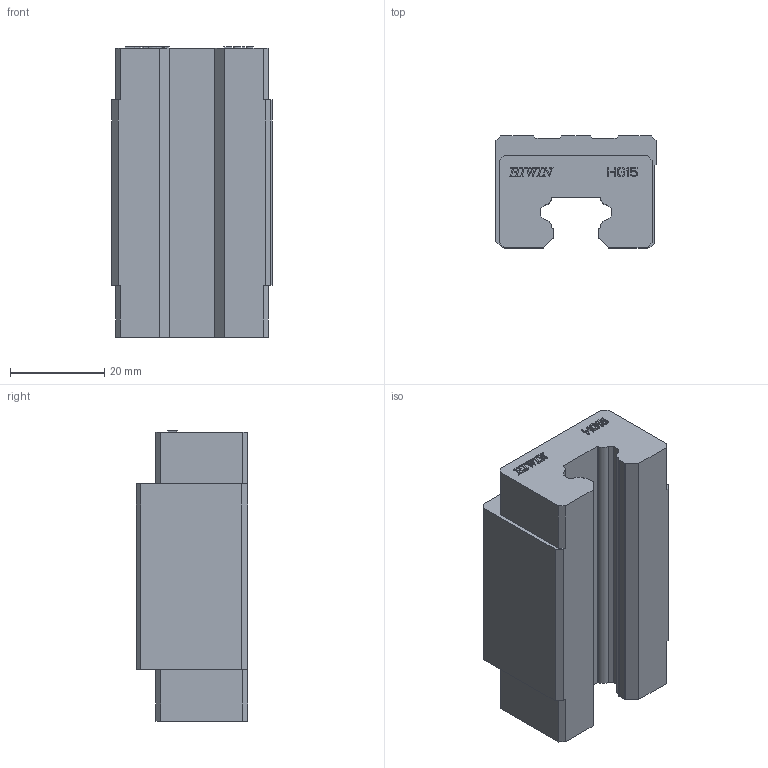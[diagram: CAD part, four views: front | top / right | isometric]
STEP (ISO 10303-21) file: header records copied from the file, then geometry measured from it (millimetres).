
FILE_DESCRIPTION (( 'STEP AP203' ), '1' );
FILE_NAME ('HGH15CA.STEP', '2007-01-11T08:23:45', ( 'HIWIN GmbH' ), ( '77654 Offenburg' ), 'SwSTEP 2.0', 'SolidWorks 2006104', '' );
FILE_SCHEMA (( 'CONFIG_CONTROL_DESIGN' ));
Length unit declared in the file: millimetre
Products named in the file (1): HGH15CA
Bounding box: 34 x 23.7 x 61.7 mm (x, y, z)
Volume: 37046.4 mm3; surface area: 9821.9 mm2
Topology: 1 solids, 1 shells, 416 faces, 1203 edges, 802 vertices
Faces by surface type: plane 289, bspline 107, cylinder 20
Entity records: 16706 total; most frequent: CARTESIAN_POINT 6373, ORIENTED_EDGE 2406, DIRECTION 1649, EDGE_CURVE 1203, VECTOR 949, LINE 949, VERTEX_POINT 802, EDGE_LOOP 429
